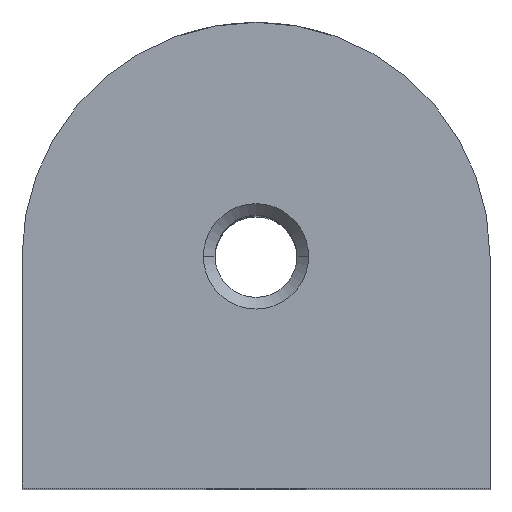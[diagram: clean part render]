
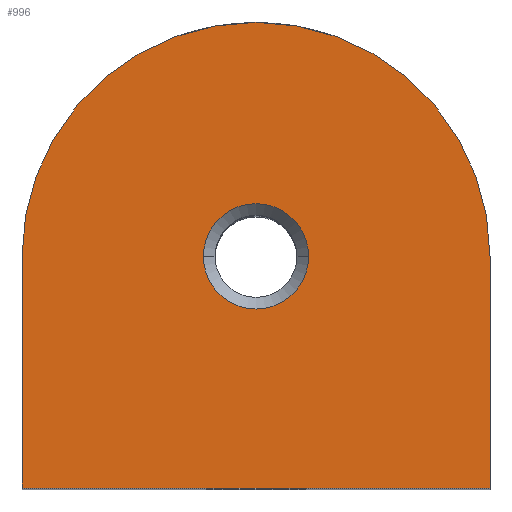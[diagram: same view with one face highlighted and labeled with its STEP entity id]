
A CAD part, top view. The second image highlights one B-rep face of the part: STEP entity #996.
In plain terms, the highlighted planar face has unit normal (0, 0, 1).
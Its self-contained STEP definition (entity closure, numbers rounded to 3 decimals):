
#19 = CARTESIAN_POINT ( 'NONE',  ( 0., 9.9, 80. ) ) ;
#20 = LINE ( 'NONE', #1276, #1016 ) ;
#36 = VERTEX_POINT ( 'NONE', #1195 ) ;
#54 = LINE ( 'NONE', #292, #1367 ) ;
#100 = CARTESIAN_POINT ( 'NONE',  ( -20., 9.9, 80. ) ) ;
#119 = VERTEX_POINT ( 'NONE', #562 ) ;
#142 = EDGE_CURVE ( 'NONE', #119, #613, #20, .T. ) ;
#178 = AXIS2_PLACEMENT_3D ( 'NONE', #1350, #775, #922 ) ;
#292 = CARTESIAN_POINT ( 'NONE',  ( -20., -9.9, 80. ) ) ;
#293 = VECTOR ( 'NONE', #898, 1000. ) ;
#341 = EDGE_CURVE ( 'NONE', #420, #36, #1469, .T. ) ;
#365 = ORIENTED_EDGE ( 'NONE', *, *, #467, .T. ) ;
#413 = EDGE_CURVE ( 'NONE', #613, #420, #995, .T. ) ;
#420 = VERTEX_POINT ( 'NONE', #100 ) ;
#427 = CARTESIAN_POINT ( 'NONE',  ( -20., -9.9, 80. ) ) ;
#467 = EDGE_CURVE ( 'NONE', #1369, #632, #850, .T. ) ;
#500 = AXIS2_PLACEMENT_3D ( 'NONE', #1142, #1111, #1126 ) ;
#504 = CARTESIAN_POINT ( 'NONE',  ( 4.5, 9.9, 80. ) ) ;
#520 = ORIENTED_EDGE ( 'NONE', *, *, #142, .T. ) ;
#523 = AXIS2_PLACEMENT_3D ( 'NONE', #19, #938, #676 ) ;
#562 = CARTESIAN_POINT ( 'NONE',  ( 20., -9.9, 80. ) ) ;
#571 = AXIS2_PLACEMENT_3D ( 'NONE', #1011, #999, #1341 ) ;
#613 = VERTEX_POINT ( 'NONE', #1308 ) ;
#614 = DIRECTION ( 'NONE',  ( 1., 0., 0. ) ) ;
#632 = VERTEX_POINT ( 'NONE', #504 ) ;
#674 = EDGE_CURVE ( 'NONE', #632, #1369, #1238, .T. ) ;
#676 = DIRECTION ( 'NONE',  ( -1., 0., 0. ) ) ;
#724 = EDGE_LOOP ( 'NONE', ( #737, #365 ) ) ;
#737 = ORIENTED_EDGE ( 'NONE', *, *, #674, .T. ) ;
#775 = DIRECTION ( 'NONE',  ( 0., 0., -1. ) ) ;
#850 = CIRCLE ( 'NONE', #523, 4.5 ) ;
#898 = DIRECTION ( 'NONE',  ( 0., -1., 0. ) ) ;
#922 = DIRECTION ( 'NONE',  ( -1., 0., 0. ) ) ;
#938 = DIRECTION ( 'NONE',  ( 0., 0., -1. ) ) ;
#995 = CIRCLE ( 'NONE', #500, 20. ) ;
#996 = ADVANCED_FACE ( 'NONE', ( #1358, #1008 ), #1467, .F. ) ;
#999 = DIRECTION ( 'NONE',  ( 0., 0., -1. ) ) ;
#1008 = FACE_OUTER_BOUND ( 'NONE', #1193, .T. ) ;
#1011 = CARTESIAN_POINT ( 'NONE',  ( 0., 9.9, 80. ) ) ;
#1016 = VECTOR ( 'NONE', #1389, 1000. ) ;
#1083 = CARTESIAN_POINT ( 'NONE',  ( -4.5, 9.9, 80. ) ) ;
#1111 = DIRECTION ( 'NONE',  ( 0., 0., 1. ) ) ;
#1126 = DIRECTION ( 'NONE',  ( -1., 0., 0. ) ) ;
#1142 = CARTESIAN_POINT ( 'NONE',  ( 0., 9.9, 80. ) ) ;
#1193 = EDGE_LOOP ( 'NONE', ( #1318, #1413, #1337, #520 ) ) ;
#1195 = CARTESIAN_POINT ( 'NONE',  ( -20., -9.9, 80. ) ) ;
#1238 = CIRCLE ( 'NONE', #571, 4.5 ) ;
#1276 = CARTESIAN_POINT ( 'NONE',  ( 20., -9.9, 80. ) ) ;
#1308 = CARTESIAN_POINT ( 'NONE',  ( 20., 9.9, 80. ) ) ;
#1318 = ORIENTED_EDGE ( 'NONE', *, *, #413, .T. ) ;
#1337 = ORIENTED_EDGE ( 'NONE', *, *, #1352, .T. ) ;
#1341 = DIRECTION ( 'NONE',  ( -1., 0., 0. ) ) ;
#1350 = CARTESIAN_POINT ( 'NONE',  ( 0., 9.9, 80. ) ) ;
#1352 = EDGE_CURVE ( 'NONE', #36, #119, #54, .T. ) ;
#1358 = FACE_BOUND ( 'NONE', #724, .T. ) ;
#1367 = VECTOR ( 'NONE', #614, 1000. ) ;
#1369 = VERTEX_POINT ( 'NONE', #1083 ) ;
#1389 = DIRECTION ( 'NONE',  ( 0., 1., 0. ) ) ;
#1413 = ORIENTED_EDGE ( 'NONE', *, *, #341, .T. ) ;
#1467 = PLANE ( 'NONE',  #178 ) ;
#1469 = LINE ( 'NONE', #427, #293 ) ;
